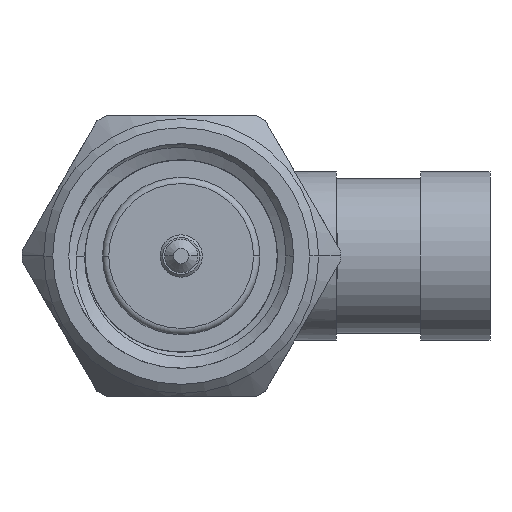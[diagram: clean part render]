
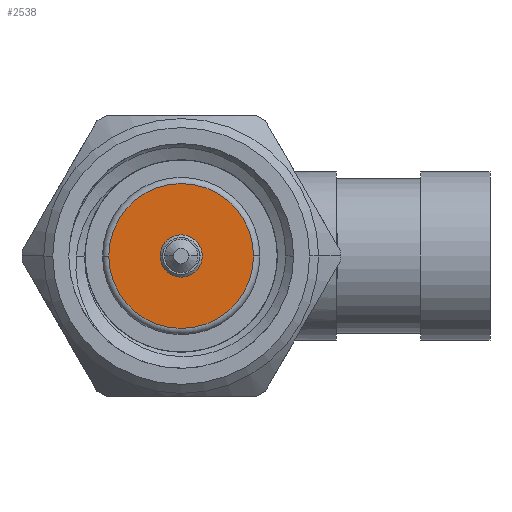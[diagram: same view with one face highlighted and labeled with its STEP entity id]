
A CAD part, left-side view. The second image highlights one B-rep face of the part: STEP entity #2538.
In plain terms, the highlighted planar face has unit normal (-1, 0, 0).
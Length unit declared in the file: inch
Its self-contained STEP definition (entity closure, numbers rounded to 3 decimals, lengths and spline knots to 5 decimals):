
#94 = CARTESIAN_POINT ( 'NONE',  ( 0.1, 0., -0.0235 ) ) ;
#1013 = CIRCLE ( 'NONE', #8129, 0.0235 ) ;
#1162 = VERTEX_POINT ( 'NONE', #7087 ) ;
#1756 = CARTESIAN_POINT ( 'NONE',  ( 0.1, 0., 0.0235 ) ) ;
#2033 = CARTESIAN_POINT ( 'NONE',  ( 0.1, 0., 0. ) ) ;
#2168 = ORIENTED_EDGE ( 'NONE', *, *, #3486, .T. ) ;
#2538 = ADVANCED_FACE ( 'NONE', ( #11864, #7656 ), #4456, .F. ) ;
#2607 = DIRECTION ( 'NONE',  ( -1., 0., 0. ) ) ;
#3486 = EDGE_CURVE ( 'NONE', #1162, #10837, #9797, .T. ) ;
#3819 = CIRCLE ( 'NONE', #7618, 0.0805 ) ;
#3915 = DIRECTION ( 'NONE',  ( 0., 0., 1. ) ) ;
#3919 = DIRECTION ( 'NONE',  ( 0., 0., -1. ) ) ;
#4237 = AXIS2_PLACEMENT_3D ( 'NONE', #11332, #13708, #3919 ) ;
#4456 = PLANE ( 'NONE',  #13176 ) ;
#4580 = CIRCLE ( 'NONE', #11941, 0.0235 ) ;
#5176 = EDGE_CURVE ( 'NONE', #10837, #1162, #3819, .T. ) ;
#6230 = EDGE_LOOP ( 'NONE', ( #2168, #8926 ) ) ;
#6617 = DIRECTION ( 'NONE',  ( 0., 0., -1. ) ) ;
#6710 = CARTESIAN_POINT ( 'NONE',  ( 0.1, 0., 0. ) ) ;
#7087 = CARTESIAN_POINT ( 'NONE',  ( 0.1, 0., -0.0805 ) ) ;
#7507 = EDGE_CURVE ( 'NONE', #12831, #9314, #1013, .T. ) ;
#7618 = AXIS2_PLACEMENT_3D ( 'NONE', #12886, #11972, #9783 ) ;
#7632 = CARTESIAN_POINT ( 'NONE',  ( 0.1, 0., 0.0805 ) ) ;
#7656 = FACE_OUTER_BOUND ( 'NONE', #6230, .T. ) ;
#8129 = AXIS2_PLACEMENT_3D ( 'NONE', #6710, #2607, #9925 ) ;
#8689 = CARTESIAN_POINT ( 'NONE',  ( 0.1, 0., 0. ) ) ;
#8926 = ORIENTED_EDGE ( 'NONE', *, *, #5176, .T. ) ;
#9314 = VERTEX_POINT ( 'NONE', #94 ) ;
#9783 = DIRECTION ( 'NONE',  ( 0., 0., -1. ) ) ;
#9797 = CIRCLE ( 'NONE', #4237, 0.0805 ) ;
#9864 = EDGE_CURVE ( 'NONE', #9314, #12831, #4580, .T. ) ;
#9925 = DIRECTION ( 'NONE',  ( 0., 0., 1. ) ) ;
#9983 = ORIENTED_EDGE ( 'NONE', *, *, #7507, .F. ) ;
#10837 = VERTEX_POINT ( 'NONE', #7632 ) ;
#11332 = CARTESIAN_POINT ( 'NONE',  ( 0.1, 0., 0. ) ) ;
#11864 = FACE_BOUND ( 'NONE', #13646, .T. ) ;
#11939 = DIRECTION ( 'NONE',  ( 1., 0., 0. ) ) ;
#11941 = AXIS2_PLACEMENT_3D ( 'NONE', #2033, #13624, #3915 ) ;
#11972 = DIRECTION ( 'NONE',  ( -1., 0., 0. ) ) ;
#12831 = VERTEX_POINT ( 'NONE', #1756 ) ;
#12886 = CARTESIAN_POINT ( 'NONE',  ( 0.1, 0., 0. ) ) ;
#13176 = AXIS2_PLACEMENT_3D ( 'NONE', #8689, #11939, #6617 ) ;
#13624 = DIRECTION ( 'NONE',  ( -1., 0., 0. ) ) ;
#13646 = EDGE_LOOP ( 'NONE', ( #9983, #13738 ) ) ;
#13708 = DIRECTION ( 'NONE',  ( -1., 0., 0. ) ) ;
#13738 = ORIENTED_EDGE ( 'NONE', *, *, #9864, .F. ) ;
